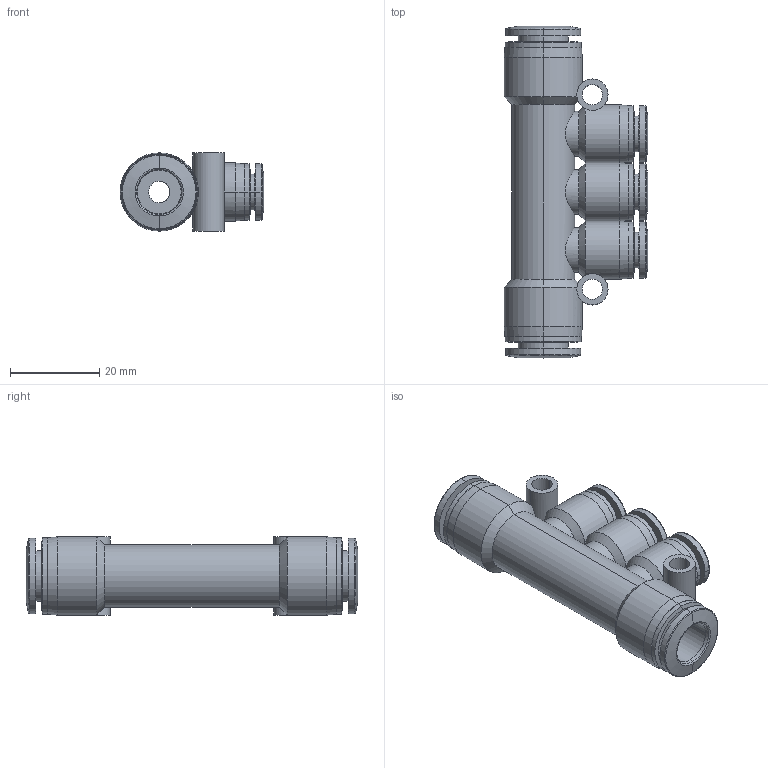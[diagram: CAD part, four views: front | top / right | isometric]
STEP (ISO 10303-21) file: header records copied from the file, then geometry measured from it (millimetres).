
FILE_DESCRIPTION (( 'STEP AP214' ), '1' );
FILE_NAME ('U3B38-14.step', '2016-02-24T20:48:00', ( '' ), ( '' ), 'SwSTEP 2.0', 'SolidWorks 2015', '' );
FILE_SCHEMA (( 'AUTOMOTIVE_DESIGN' ));
Length unit declared in the file: inch
Products named in the file (1): U3B38-14
Bounding box: 32.15 x 74.2 x 17.5 mm (x, y, z)
Volume: 14707.1 mm3; surface area: 10963.9 mm2
Topology: 1 solids, 1 shells, 171 faces, 405 edges, 246 vertices
Faces by surface type: cylinder 74, cone 50, plane 21, bspline 20, torus 6
Entity records: 6199 total; most frequent: CARTESIAN_POINT 2133, DIRECTION 917, ORIENTED_EDGE 810, EDGE_CURVE 405, AXIS2_PLACEMENT_3D 394, VERTEX_POINT 246, CIRCLE 242, EDGE_LOOP 197
